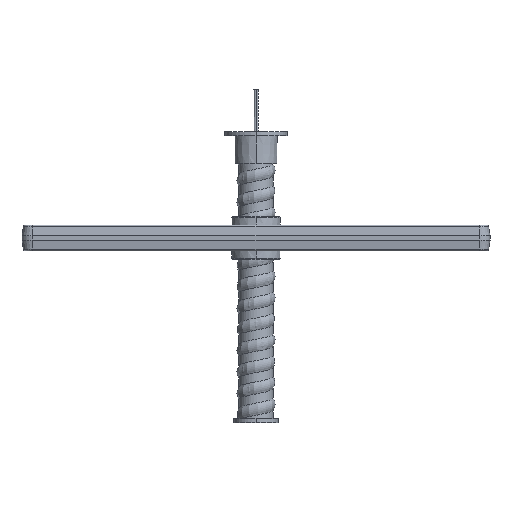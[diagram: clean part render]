
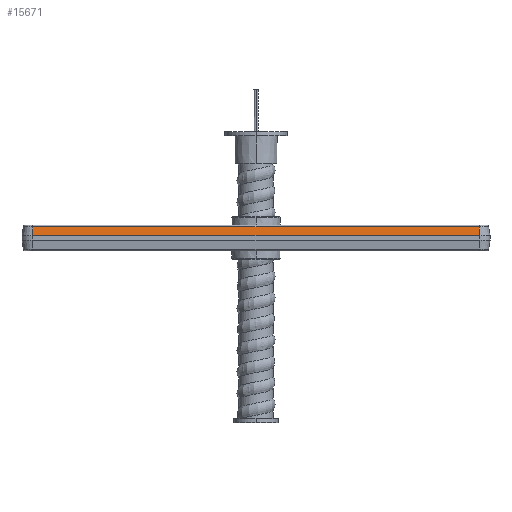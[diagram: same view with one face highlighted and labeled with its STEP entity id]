
A CAD part, front view. The second image highlights one B-rep face of the part: STEP entity #15671.
In plain terms, the highlighted face is planar.
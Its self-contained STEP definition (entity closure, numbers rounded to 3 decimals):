
#54 = EDGE_CURVE ( 'NONE', #4880, #987, #5586, .T. ) ;
#672 = LINE ( 'NONE', #38489, #44974 ) ;
#987 = VERTEX_POINT ( 'NONE', #17455 ) ;
#3790 = CARTESIAN_POINT ( 'NONE',  ( 105., 5.21, 24.408 ) ) ;
#4506 = VECTOR ( 'NONE', #40752, 1000. ) ;
#4880 = VERTEX_POINT ( 'NONE', #37955 ) ;
#5004 = CARTESIAN_POINT ( 'NONE',  ( -105., 5.21, 24.408 ) ) ;
#5586 = LINE ( 'NONE', #12933, #4506 ) ;
#9579 = VECTOR ( 'NONE', #36502, 1000. ) ;
#12044 = ORIENTED_EDGE ( 'NONE', *, *, #25683, .F. ) ;
#12544 = DIRECTION ( 'NONE',  ( 0., 0.99, -0.139 ) ) ;
#12933 = CARTESIAN_POINT ( 'NONE',  ( -105., 5.21, 24.408 ) ) ;
#13642 = ORIENTED_EDGE ( 'NONE', *, *, #42712, .T. ) ;
#14053 = DIRECTION ( 'NONE',  ( 1., 0., 0. ) ) ;
#15268 = EDGE_LOOP ( 'NONE', ( #12044, #19599, #13642, #40330 ) ) ;
#15408 = VERTEX_POINT ( 'NONE', #22493 ) ;
#15671 = ADVANCED_FACE ( 'NONE', ( #22621 ), #26115, .F. ) ;
#17455 = CARTESIAN_POINT ( 'NONE',  ( 105., 5.21, 24.408 ) ) ;
#17827 = LINE ( 'NONE', #5004, #9579 ) ;
#19599 = ORIENTED_EDGE ( 'NONE', *, *, #22256, .T. ) ;
#19861 = AXIS2_PLACEMENT_3D ( 'NONE', #26415, #33470, #12544 ) ;
#21404 = LINE ( 'NONE', #3790, #38928 ) ;
#22256 = EDGE_CURVE ( 'NONE', #15408, #22966, #672, .T. ) ;
#22493 = CARTESIAN_POINT ( 'NONE',  ( -105., 1., 25. ) ) ;
#22621 = FACE_OUTER_BOUND ( 'NONE', #15268, .T. ) ;
#22966 = VERTEX_POINT ( 'NONE', #43796 ) ;
#24717 = DIRECTION ( 'NONE',  ( 0., 0.99, -0.139 ) ) ;
#25683 = EDGE_CURVE ( 'NONE', #15408, #4880, #17827, .T. ) ;
#26115 = PLANE ( 'NONE',  #19861 ) ;
#26415 = CARTESIAN_POINT ( 'NONE',  ( -105., 5.21, 24.408 ) ) ;
#33470 = DIRECTION ( 'NONE',  ( 0., -0.139, -0.99 ) ) ;
#36502 = DIRECTION ( 'NONE',  ( 0., 0.99, -0.139 ) ) ;
#37955 = CARTESIAN_POINT ( 'NONE',  ( -105., 5.21, 24.408 ) ) ;
#38489 = CARTESIAN_POINT ( 'NONE',  ( -105., 1., 25. ) ) ;
#38928 = VECTOR ( 'NONE', #24717, 1000. ) ;
#40330 = ORIENTED_EDGE ( 'NONE', *, *, #54, .F. ) ;
#40752 = DIRECTION ( 'NONE',  ( 1., 0., 0. ) ) ;
#42712 = EDGE_CURVE ( 'NONE', #22966, #987, #21404, .T. ) ;
#43796 = CARTESIAN_POINT ( 'NONE',  ( 105., 1., 25. ) ) ;
#44974 = VECTOR ( 'NONE', #14053, 1000. ) ;
